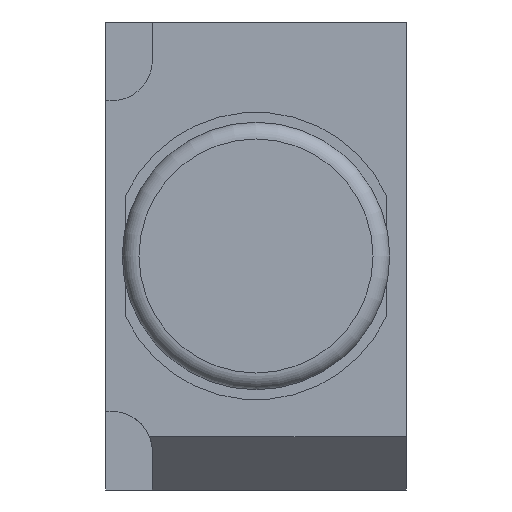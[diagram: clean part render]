
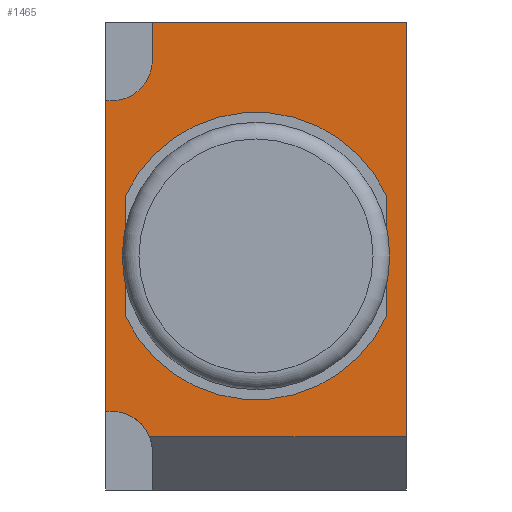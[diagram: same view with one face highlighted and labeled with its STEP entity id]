
A CAD part, front view. The second image highlights one B-rep face of the part: STEP entity #1465.
In plain terms, the highlighted planar face has unit normal (0, -1, 0).
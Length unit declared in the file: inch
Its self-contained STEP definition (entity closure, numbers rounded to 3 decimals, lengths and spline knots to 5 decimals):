
#859=CARTESIAN_POINT('',(-0.08465,-0.22953,0.09154));
#860=VERTEX_POINT('',#859);
#867=CARTESIAN_POINT('',(-0.06102,-0.22953,0.11516));
#868=VERTEX_POINT('',#867);
#869=CARTESIAN_POINT('',(-0.08465,-0.22953,0.11516));
#870=DIRECTION('',(0.0,1.0,0.0));
#871=DIRECTION('',(0.0,0.0,-1.0));
#872=AXIS2_PLACEMENT_3D('',#869,#870,#871);
#873=CIRCLE('',#872,0.02362);
#874=EDGE_CURVE('',#868,#860,#873,.T.);
#899=CARTESIAN_POINT('',(-0.06102,-0.22953,0.1378));
#900=VERTEX_POINT('',#899);
#901=CARTESIAN_POINT('',(-0.06102,-0.22953,0.1378));
#902=DIRECTION('',(0.0,0.0,-1.0));
#903=VECTOR('',#902,0.02264);
#904=LINE('',#901,#903);
#905=EDGE_CURVE('',#900,#868,#904,.T.);
#929=CARTESIAN_POINT('',(-0.08858,-0.22953,0.09154));
#930=VERTEX_POINT('',#929);
#937=CARTESIAN_POINT('',(-0.08465,-0.22953,0.09154));
#938=DIRECTION('',(-1.0,0.0,0.0));
#939=VECTOR('',#938,0.00394);
#940=LINE('',#937,#939);
#941=EDGE_CURVE('',#860,#930,#940,.T.);
#984=CARTESIAN_POINT('',(-0.06275,-0.22953,-0.1063));
#985=VERTEX_POINT('',#984);
#993=CARTESIAN_POINT('',(-0.08465,-0.22953,-0.09154));
#994=VERTEX_POINT('',#993);
#995=CARTESIAN_POINT('',(-0.08465,-0.22953,-0.11516));
#996=DIRECTION('',(0.0,1.0,0.0));
#997=DIRECTION('',(1.0,0.0,0.0));
#998=AXIS2_PLACEMENT_3D('',#995,#996,#997);
#999=CIRCLE('',#998,0.02362);
#1000=EDGE_CURVE('',#994,#985,#999,.T.);
#1035=CARTESIAN_POINT('',(-0.08858,-0.22953,-0.09154));
#1036=VERTEX_POINT('',#1035);
#1037=CARTESIAN_POINT('',(-0.08858,-0.22953,-0.09154));
#1038=DIRECTION('',(1.0,0.0,0.0));
#1039=VECTOR('',#1038,0.00394);
#1040=LINE('',#1037,#1039);
#1041=EDGE_CURVE('',#1036,#994,#1040,.T.);
#1140=CARTESIAN_POINT('',(0.08858,-0.22953,-0.1063));
#1141=VERTEX_POINT('',#1140);
#1148=CARTESIAN_POINT('',(-0.06275,-0.22953,-0.1063));
#1149=DIRECTION('',(1.0,0.0,0.0));
#1150=VECTOR('',#1149,0.15133);
#1151=LINE('',#1148,#1150);
#1152=EDGE_CURVE('',#985,#1141,#1151,.T.);
#1259=CARTESIAN_POINT('',(-0.08858,-0.22953,0.09154));
#1260=DIRECTION('',(0.0,0.0,-1.0));
#1261=VECTOR('',#1260,0.18307);
#1262=LINE('',#1259,#1261);
#1263=EDGE_CURVE('',#930,#1036,#1262,.T.);
#1304=CARTESIAN_POINT('',(0.07677,-0.22953,0.03565));
#1305=VERTEX_POINT('',#1304);
#1312=CARTESIAN_POINT('',(-0.07677,-0.22953,0.03565));
#1313=VERTEX_POINT('',#1312);
#1314=CARTESIAN_POINT('',(0.0,-0.22953,0.0));
#1315=DIRECTION('',(0.0,1.0,0.0));
#1316=DIRECTION('',(0.907,0.0,0.421));
#1317=AXIS2_PLACEMENT_3D('',#1314,#1315,#1316);
#1318=CIRCLE('',#1317,0.08465);
#1319=EDGE_CURVE('',#1313,#1305,#1318,.T.);
#1343=CARTESIAN_POINT('',(0.07677,-0.22953,-0.03565));
#1344=VERTEX_POINT('',#1343);
#1351=CARTESIAN_POINT('',(0.07677,-0.22953,0.03565));
#1352=DIRECTION('',(0.0,0.0,-1.0));
#1353=VECTOR('',#1352,0.0713);
#1354=LINE('',#1351,#1353);
#1355=EDGE_CURVE('',#1305,#1344,#1354,.T.);
#1375=CARTESIAN_POINT('',(-0.07677,-0.22953,-0.03565));
#1376=VERTEX_POINT('',#1375);
#1383=CARTESIAN_POINT('',(0.0,-0.22953,0.0));
#1384=DIRECTION('',(0.0,1.0,0.0));
#1385=DIRECTION('',(-0.907,0.0,-0.421));
#1386=AXIS2_PLACEMENT_3D('',#1383,#1384,#1385);
#1387=CIRCLE('',#1386,0.08465);
#1388=EDGE_CURVE('',#1344,#1376,#1387,.T.);
#1406=CARTESIAN_POINT('',(-0.07677,-0.22953,-0.03565));
#1407=DIRECTION('',(0.0,0.0,1.0));
#1408=VECTOR('',#1407,0.0713);
#1409=LINE('',#1406,#1408);
#1410=EDGE_CURVE('',#1376,#1313,#1409,.T.);
#1431=CARTESIAN_POINT('',(0.09744,-0.22953,-0.1185));
#1432=DIRECTION('',(0.0,-1.0,0.0));
#1433=DIRECTION('',(0.0,0.0,-1.0));
#1434=AXIS2_PLACEMENT_3D('',#1431,#1432,#1433);
#1435=PLANE('',#1434);
#1436=ORIENTED_EDGE('',*,*,#941,.T.);
#1437=ORIENTED_EDGE('',*,*,#1263,.T.);
#1438=ORIENTED_EDGE('',*,*,#1041,.T.);
#1439=ORIENTED_EDGE('',*,*,#1000,.T.);
#1440=ORIENTED_EDGE('',*,*,#1152,.T.);
#1441=CARTESIAN_POINT('',(0.08858,-0.22953,0.1378));
#1442=VERTEX_POINT('',#1441);
#1443=CARTESIAN_POINT('',(0.08858,-0.22953,-0.1063));
#1444=DIRECTION('',(0.0,0.0,1.0));
#1445=VECTOR('',#1444,0.24409);
#1446=LINE('',#1443,#1445);
#1447=EDGE_CURVE('',#1141,#1442,#1446,.T.);
#1448=ORIENTED_EDGE('',*,*,#1447,.T.);
#1449=CARTESIAN_POINT('',(0.08858,-0.22953,0.1378));
#1450=DIRECTION('',(-1.0,0.0,0.0));
#1451=VECTOR('',#1450,0.14961);
#1452=LINE('',#1449,#1451);
#1453=EDGE_CURVE('',#1442,#900,#1452,.T.);
#1454=ORIENTED_EDGE('',*,*,#1453,.T.);
#1455=ORIENTED_EDGE('',*,*,#905,.T.);
#1456=ORIENTED_EDGE('',*,*,#874,.T.);
#1457=EDGE_LOOP('',(#1436,#1437,#1438,#1439,#1440,#1448,#1454,#1455,#1456));
#1458=FACE_OUTER_BOUND('',#1457,.T.);
#1459=ORIENTED_EDGE('',*,*,#1319,.T.);
#1460=ORIENTED_EDGE('',*,*,#1355,.T.);
#1461=ORIENTED_EDGE('',*,*,#1388,.T.);
#1462=ORIENTED_EDGE('',*,*,#1410,.T.);
#1463=EDGE_LOOP('',(#1459,#1460,#1461,#1462));
#1464=FACE_BOUND('',#1463,.T.);
#1465=ADVANCED_FACE('',(#1458,#1464),#1435,.T.);
